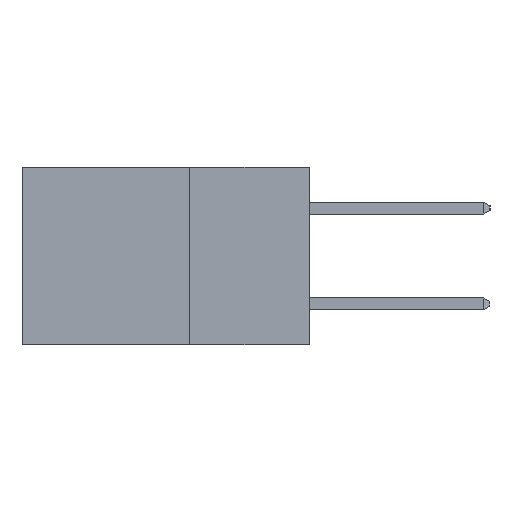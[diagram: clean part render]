
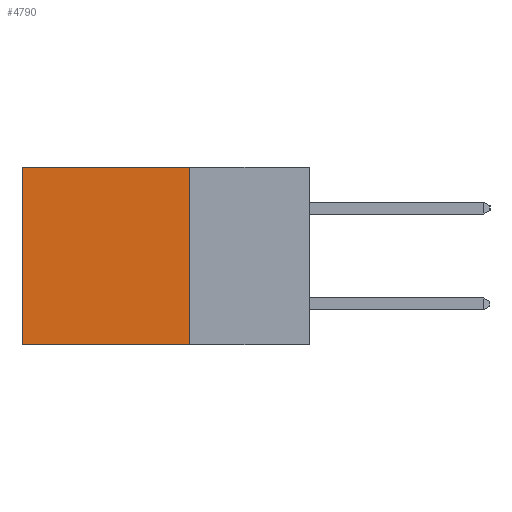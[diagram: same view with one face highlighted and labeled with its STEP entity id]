
A CAD part, left-side view. The second image highlights one B-rep face of the part: STEP entity #4790.
In plain terms, the highlighted planar face has unit normal (-1, 0, 0).
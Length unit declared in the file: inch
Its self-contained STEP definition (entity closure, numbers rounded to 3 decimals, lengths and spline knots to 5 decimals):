
#59 = CARTESIAN_POINT ( 'NONE',  ( 0.2875, 0.6, -0.37 ) ) ;
#102 = DIRECTION ( 'NONE',  ( 0., 0., -1. ) ) ;
#112 = VECTOR ( 'NONE', #5198, 39.37008 ) ;
#452 = FACE_OUTER_BOUND ( 'NONE', #8782, .T. ) ;
#797 = DIRECTION ( 'NONE',  ( 0., 1., 0. ) ) ;
#987 = ORIENTED_EDGE ( 'NONE', *, *, #9154, .F. ) ;
#1100 = VECTOR ( 'NONE', #102, 39.37008 ) ;
#1719 = ORIENTED_EDGE ( 'NONE', *, *, #8459, .F. ) ;
#1904 = CARTESIAN_POINT ( 'NONE',  ( 0.2875, 0.25, -0.37 ) ) ;
#2007 = CARTESIAN_POINT ( 'NONE',  ( 0.2875, 0.25, 0. ) ) ;
#2252 = EDGE_CURVE ( 'NONE', #4791, #9658, #4085, .T. ) ;
#3775 = ORIENTED_EDGE ( 'NONE', *, *, #2252, .T. ) ;
#4085 = LINE ( 'NONE', #6468, #5814 ) ;
#4248 = VECTOR ( 'NONE', #4850, 39.37008 ) ;
#4250 = CARTESIAN_POINT ( 'NONE',  ( 0.2875, 0.6, 0. ) ) ;
#4612 = CARTESIAN_POINT ( 'NONE',  ( 0.2875, 0.6, 0. ) ) ;
#4790 = ADVANCED_FACE ( 'NONE', ( #452 ), #7044, .F. ) ;
#4791 = VERTEX_POINT ( 'NONE', #5305 ) ;
#4850 = DIRECTION ( 'NONE',  ( 0., 0., -1. ) ) ;
#4970 = CARTESIAN_POINT ( 'NONE',  ( 0.2875, 0.25, 0. ) ) ;
#5198 = DIRECTION ( 'NONE',  ( 0., 1., 0. ) ) ;
#5305 = CARTESIAN_POINT ( 'NONE',  ( 0.2875, 0.25, 0. ) ) ;
#5356 = DIRECTION ( 'NONE',  ( 1., 0., 0. ) ) ;
#5814 = VECTOR ( 'NONE', #797, 39.37008 ) ;
#6468 = CARTESIAN_POINT ( 'NONE',  ( 0.2875, 0.25, 0. ) ) ;
#6639 = VERTEX_POINT ( 'NONE', #59 ) ;
#7044 = PLANE ( 'NONE',  #9000 ) ;
#7200 = EDGE_CURVE ( 'NONE', #9658, #6639, #9108, .T. ) ;
#7853 = DIRECTION ( 'NONE',  ( 0., 0., -1. ) ) ;
#8459 = EDGE_CURVE ( 'NONE', #10111, #6639, #9302, .T. ) ;
#8782 = EDGE_LOOP ( 'NONE', ( #10005, #1719, #987, #3775 ) ) ;
#9000 = AXIS2_PLACEMENT_3D ( 'NONE', #2007, #5356, #7853 ) ;
#9073 = LINE ( 'NONE', #4970, #4248 ) ;
#9108 = LINE ( 'NONE', #4250, #1100 ) ;
#9154 = EDGE_CURVE ( 'NONE', #4791, #10111, #9073, .T. ) ;
#9302 = LINE ( 'NONE', #1904, #112 ) ;
#9658 = VERTEX_POINT ( 'NONE', #4612 ) ;
#9893 = CARTESIAN_POINT ( 'NONE',  ( 0.2875, 0.25, -0.37 ) ) ;
#10005 = ORIENTED_EDGE ( 'NONE', *, *, #7200, .T. ) ;
#10111 = VERTEX_POINT ( 'NONE', #9893 ) ;
